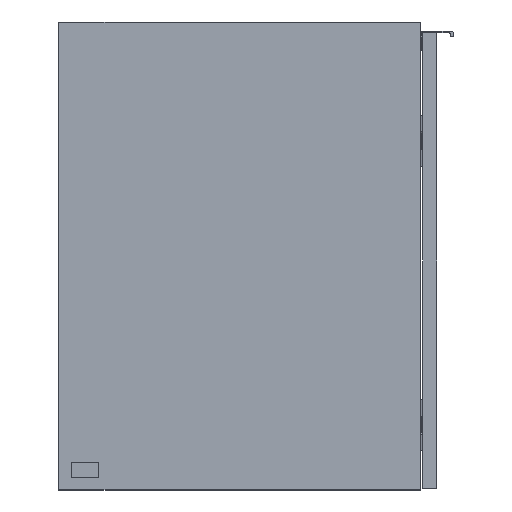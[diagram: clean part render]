
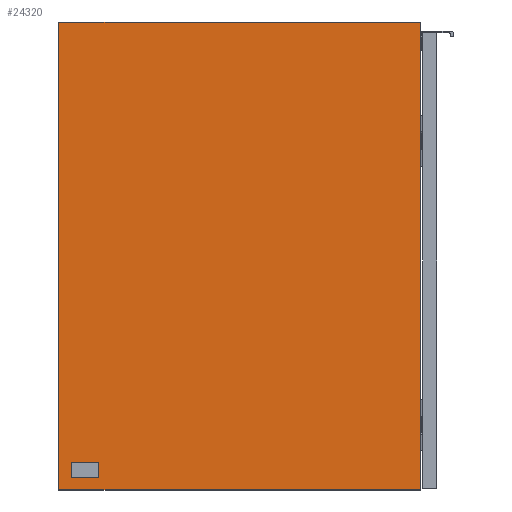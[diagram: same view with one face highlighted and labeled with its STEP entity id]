
A CAD part, left-side view. The second image highlights one B-rep face of the part: STEP entity #24320.
In plain terms, the highlighted planar face has unit normal (-1, 0, 0).
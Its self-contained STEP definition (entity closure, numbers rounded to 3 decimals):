
#1828=FACE_OUTER_BOUND('',#3194,.T.);
#3194=EDGE_LOOP('',(#16238,#16239,#16240,#16241));
#4660=LINE('',#34879,#7375);
#4663=LINE('',#34884,#7378);
#4665=LINE('',#34888,#7380);
#4666=LINE('',#34890,#7381);
#7375=VECTOR('',#27951,1.);
#7378=VECTOR('',#27956,1.);
#7380=VECTOR('',#27960,1.);
#7381=VECTOR('',#27963,1.);
#10065=VERTEX_POINT('',#34876);
#10066=VERTEX_POINT('',#34878);
#10067=VERTEX_POINT('',#34882);
#10068=VERTEX_POINT('',#34886);
#12500=EDGE_CURVE('',#10066,#10065,#4660,.T.);
#12503=EDGE_CURVE('',#10065,#10067,#4663,.T.);
#12505=EDGE_CURVE('',#10068,#10066,#4665,.T.);
#12506=EDGE_CURVE('',#10068,#10067,#4666,.T.);
#16238=ORIENTED_EDGE('',*,*,#12506,.F.);
#16239=ORIENTED_EDGE('',*,*,#12505,.T.);
#16240=ORIENTED_EDGE('',*,*,#12500,.T.);
#16241=ORIENTED_EDGE('',*,*,#12503,.T.);
#23428=PLANE('',#25738);
#24320=ADVANCED_FACE('',(#1828),#23428,.T.);
#25738=AXIS2_PLACEMENT_3D('',#34889,#27961,#27962);
#27951=DIRECTION('',(0.,0.,1.));
#27956=DIRECTION('',(0.,1.,0.));
#27960=DIRECTION('',(0.,-1.,0.));
#27961=DIRECTION('center_axis',(-1.,0.,0.));
#27962=DIRECTION('ref_axis',(0.,0.,1.));
#27963=DIRECTION('',(0.,0.,1.));
#34876=CARTESIAN_POINT('',(0.,-405.,520.));
#34878=CARTESIAN_POINT('',(0.,-405.,0.));
#34879=CARTESIAN_POINT('',(0.,-405.,0.));
#34882=CARTESIAN_POINT('',(0.,-3.,520.));
#34884=CARTESIAN_POINT('',(0.,-405.,520.));
#34886=CARTESIAN_POINT('',(0.,-3.,0.));
#34888=CARTESIAN_POINT('',(0.,0.,0.));
#34889=CARTESIAN_POINT('Origin',(0.,-202.5,260.));
#34890=CARTESIAN_POINT('',(0.,-3.,260.));
